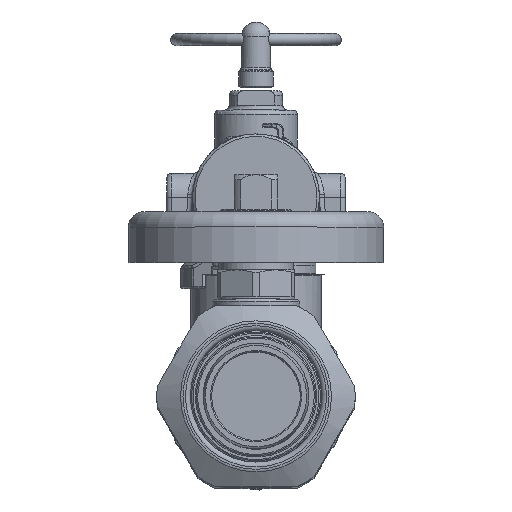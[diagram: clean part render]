
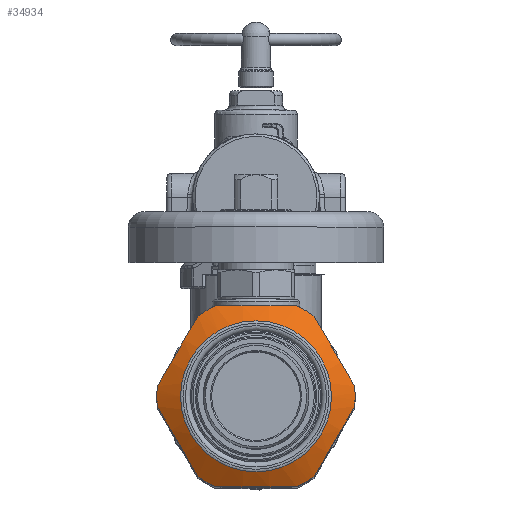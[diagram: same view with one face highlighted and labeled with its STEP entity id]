
A CAD part, top view. The second image highlights one B-rep face of the part: STEP entity #34934.
In plain terms, the highlighted conical face has half-angle 60 degrees and reference radius 17.78 mm.
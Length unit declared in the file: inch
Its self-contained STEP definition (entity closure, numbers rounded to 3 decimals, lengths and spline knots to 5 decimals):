
#82=(
BOUNDED_CURVE()
B_SPLINE_CURVE(2,(#133476,#133477,#133478),.UNSPECIFIED.,.F.,.F.)
B_SPLINE_CURVE_WITH_KNOTS((3,3),(0.,1.67512),.UNSPECIFIED.)
CURVE()
GEOMETRIC_REPRESENTATION_ITEM()
RATIONAL_B_SPLINE_CURVE((1.,1.096,1.))
REPRESENTATION_ITEM('')
);
#83=(
BOUNDED_CURVE()
B_SPLINE_CURVE(2,(#133482,#133483,#133484),.UNSPECIFIED.,.F.,.F.)
B_SPLINE_CURVE_WITH_KNOTS((3,3),(0.,1.67512),.UNSPECIFIED.)
CURVE()
GEOMETRIC_REPRESENTATION_ITEM()
RATIONAL_B_SPLINE_CURVE((1.,1.096,1.))
REPRESENTATION_ITEM('')
);
#84=(
BOUNDED_CURVE()
B_SPLINE_CURVE(2,(#133488,#133489,#133490),.UNSPECIFIED.,.F.,.F.)
B_SPLINE_CURVE_WITH_KNOTS((3,3),(0.,1.67512),.UNSPECIFIED.)
CURVE()
GEOMETRIC_REPRESENTATION_ITEM()
RATIONAL_B_SPLINE_CURVE((1.,1.096,1.))
REPRESENTATION_ITEM('')
);
#85=(
BOUNDED_CURVE()
B_SPLINE_CURVE(2,(#133494,#133495,#133496),.UNSPECIFIED.,.F.,.F.)
B_SPLINE_CURVE_WITH_KNOTS((3,3),(0.,1.67512),.UNSPECIFIED.)
CURVE()
GEOMETRIC_REPRESENTATION_ITEM()
RATIONAL_B_SPLINE_CURVE((1.,1.096,1.))
REPRESENTATION_ITEM('')
);
#86=(
BOUNDED_CURVE()
B_SPLINE_CURVE(2,(#133500,#133501,#133502),.UNSPECIFIED.,.F.,.F.)
B_SPLINE_CURVE_WITH_KNOTS((3,3),(0.,1.67512),.UNSPECIFIED.)
CURVE()
GEOMETRIC_REPRESENTATION_ITEM()
RATIONAL_B_SPLINE_CURVE((1.,1.096,1.))
REPRESENTATION_ITEM('')
);
#87=(
BOUNDED_CURVE()
B_SPLINE_CURVE(2,(#133506,#133507,#133508),.UNSPECIFIED.,.F.,.F.)
B_SPLINE_CURVE_WITH_KNOTS((3,3),(0.,1.67512),.UNSPECIFIED.)
CURVE()
GEOMETRIC_REPRESENTATION_ITEM()
RATIONAL_B_SPLINE_CURVE((1.,1.096,1.))
REPRESENTATION_ITEM('')
);
#2828=CONICAL_SURFACE('',#38431,0.7,1.047);
#4828=FACE_OUTER_BOUND('',#7197,.T.);
#7197=EDGE_LOOP('',(#30056,#30057,#30058,#30059,#30060,#30061,#30062,#30063,
#30064,#30065,#30066,#30067,#30068,#30069,#30070,#30071));
#10815=CIRCLE('',#38428,0.60928);
#10817=CIRCLE('',#38432,0.8);
#10818=CIRCLE('',#38433,0.8);
#10819=CIRCLE('',#38434,0.8);
#10820=CIRCLE('',#38435,0.8);
#10821=CIRCLE('',#38436,0.8);
#10822=CIRCLE('',#38437,0.8);
#10823=CIRCLE('',#38438,0.8);
#12222=LINE('',#133472,#13391);
#13391=VECTOR('',#45816,0.7);
#16048=VERTEX_POINT('',#133464);
#16050=VERTEX_POINT('',#133471);
#16051=VERTEX_POINT('',#133473);
#16052=VERTEX_POINT('',#133475);
#16053=VERTEX_POINT('',#133479);
#16054=VERTEX_POINT('',#133481);
#16055=VERTEX_POINT('',#133485);
#16056=VERTEX_POINT('',#133487);
#16057=VERTEX_POINT('',#133491);
#16058=VERTEX_POINT('',#133493);
#16059=VERTEX_POINT('',#133497);
#16060=VERTEX_POINT('',#133499);
#16061=VERTEX_POINT('',#133503);
#16062=VERTEX_POINT('',#133505);
#20785=EDGE_CURVE('',#16048,#16048,#10815,.T.);
#20787=EDGE_CURVE('',#16048,#16050,#12222,.T.);
#20788=EDGE_CURVE('',#16051,#16050,#10817,.T.);
#20789=EDGE_CURVE('',#16052,#16051,#82,.T.);
#20790=EDGE_CURVE('',#16053,#16052,#10818,.T.);
#20791=EDGE_CURVE('',#16054,#16053,#83,.T.);
#20792=EDGE_CURVE('',#16055,#16054,#10819,.T.);
#20793=EDGE_CURVE('',#16056,#16055,#84,.T.);
#20794=EDGE_CURVE('',#16057,#16056,#10820,.T.);
#20795=EDGE_CURVE('',#16058,#16057,#85,.T.);
#20796=EDGE_CURVE('',#16059,#16058,#10821,.T.);
#20797=EDGE_CURVE('',#16060,#16059,#86,.T.);
#20798=EDGE_CURVE('',#16061,#16060,#10822,.T.);
#20799=EDGE_CURVE('',#16062,#16061,#87,.T.);
#20800=EDGE_CURVE('',#16050,#16062,#10823,.T.);
#30056=ORIENTED_EDGE('',*,*,#20785,.F.);
#30057=ORIENTED_EDGE('',*,*,#20787,.T.);
#30058=ORIENTED_EDGE('',*,*,#20788,.F.);
#30059=ORIENTED_EDGE('',*,*,#20789,.F.);
#30060=ORIENTED_EDGE('',*,*,#20790,.F.);
#30061=ORIENTED_EDGE('',*,*,#20791,.F.);
#30062=ORIENTED_EDGE('',*,*,#20792,.F.);
#30063=ORIENTED_EDGE('',*,*,#20793,.F.);
#30064=ORIENTED_EDGE('',*,*,#20794,.F.);
#30065=ORIENTED_EDGE('',*,*,#20795,.F.);
#30066=ORIENTED_EDGE('',*,*,#20796,.F.);
#30067=ORIENTED_EDGE('',*,*,#20797,.F.);
#30068=ORIENTED_EDGE('',*,*,#20798,.F.);
#30069=ORIENTED_EDGE('',*,*,#20799,.F.);
#30070=ORIENTED_EDGE('',*,*,#20800,.F.);
#30071=ORIENTED_EDGE('',*,*,#20787,.F.);
#34934=ADVANCED_FACE('',(#4828),#2828,.T.);
#38428=AXIS2_PLACEMENT_3D('',#133466,#45808,#45809);
#38431=AXIS2_PLACEMENT_3D('',#133470,#45814,#45815);
#38432=AXIS2_PLACEMENT_3D('',#133474,#45817,#45818);
#38433=AXIS2_PLACEMENT_3D('',#133480,#45819,#45820);
#38434=AXIS2_PLACEMENT_3D('',#133486,#45821,#45822);
#38435=AXIS2_PLACEMENT_3D('',#133492,#45823,#45824);
#38436=AXIS2_PLACEMENT_3D('',#133498,#45825,#45826);
#38437=AXIS2_PLACEMENT_3D('',#133504,#45827,#45828);
#38438=AXIS2_PLACEMENT_3D('',#133509,#45829,#45830);
#45808=DIRECTION('center_axis',(0.,0.,
1.));
#45809=DIRECTION('ref_axis',(-1.,0.,0.));
#45814=DIRECTION('center_axis',(0.,0.,-1.));
#45815=DIRECTION('ref_axis',(1.,0.,0.));
#45816=DIRECTION('',(-0.866,0.,-0.5));
#45817=DIRECTION('center_axis',(0.,0.,-1.));
#45818=DIRECTION('ref_axis',(-1.,0.,0.));
#45819=DIRECTION('center_axis',(0.,0.,-1.));
#45820=DIRECTION('ref_axis',(-1.,0.,0.));
#45821=DIRECTION('center_axis',(0.,0.,-1.));
#45822=DIRECTION('ref_axis',(-1.,0.,0.));
#45823=DIRECTION('center_axis',(0.,0.,-1.));
#45824=DIRECTION('ref_axis',(-1.,0.,0.));
#45825=DIRECTION('center_axis',(0.,0.,-1.));
#45826=DIRECTION('ref_axis',(-1.,0.,0.));
#45827=DIRECTION('center_axis',(0.,0.,-1.));
#45828=DIRECTION('ref_axis',(-1.,0.,0.));
#45829=DIRECTION('center_axis',(0.,0.,-1.));
#45830=DIRECTION('ref_axis',(-1.,0.,0.));
#133464=CARTESIAN_POINT('',(-0.60928,0.,0.62464));
#133466=CARTESIAN_POINT('Origin',(0.,0.,
0.62464));
#133470=CARTESIAN_POINT('Origin',(0.,0.,0.57226));
#133471=CARTESIAN_POINT('',(-0.8,0.,0.51453));
#133472=CARTESIAN_POINT('',(-0.7,0.,0.57226));
#133473=CARTESIAN_POINT('',(-0.79583,-0.08158,0.51453));
#133474=CARTESIAN_POINT('Origin',(0.,0.,0.51453));
#133475=CARTESIAN_POINT('',(-0.46857,-0.64842,0.51453));
#133476=CARTESIAN_POINT('Ctrl Pts',(-0.46857,-0.64842,
0.51453));
#133477=CARTESIAN_POINT('Ctrl Pts',(-0.6322,-0.365,0.59182));
#133478=CARTESIAN_POINT('Ctrl Pts',(-0.79583,-0.08158,
0.51453));
#133479=CARTESIAN_POINT('',(-0.32726,-0.73,0.51453));
#133480=CARTESIAN_POINT('Origin',(0.,0.,0.51453));
#133481=CARTESIAN_POINT('',(0.32726,-0.73,0.51453));
#133482=CARTESIAN_POINT('Ctrl Pts',(0.32726,-0.73,0.51453));
#133483=CARTESIAN_POINT('Ctrl Pts',(0.,-0.73,0.59182));
#133484=CARTESIAN_POINT('Ctrl Pts',(-0.32726,-0.73,0.51453));
#133485=CARTESIAN_POINT('',(0.46857,-0.64842,0.51453));
#133486=CARTESIAN_POINT('Origin',(0.,0.,0.51453));
#133487=CARTESIAN_POINT('',(0.79583,-0.08158,0.51453));
#133488=CARTESIAN_POINT('Ctrl Pts',(0.79583,-0.08158,
0.51453));
#133489=CARTESIAN_POINT('Ctrl Pts',(0.6322,-0.365,
0.59182));
#133490=CARTESIAN_POINT('Ctrl Pts',(0.46857,-0.64842,
0.51453));
#133491=CARTESIAN_POINT('',(0.79583,0.08158,0.51453));
#133492=CARTESIAN_POINT('Origin',(0.,0.,0.51453));
#133493=CARTESIAN_POINT('',(0.46857,0.64842,0.51453));
#133494=CARTESIAN_POINT('Ctrl Pts',(0.46857,0.64842,
0.51453));
#133495=CARTESIAN_POINT('Ctrl Pts',(0.6322,0.365,0.59182));
#133496=CARTESIAN_POINT('Ctrl Pts',(0.79583,0.08158,
0.51453));
#133497=CARTESIAN_POINT('',(0.32726,0.73,0.51453));
#133498=CARTESIAN_POINT('Origin',(0.,0.,0.51453));
#133499=CARTESIAN_POINT('',(-0.32726,0.73,0.51453));
#133500=CARTESIAN_POINT('Ctrl Pts',(-0.32726,0.73,
0.51453));
#133501=CARTESIAN_POINT('Ctrl Pts',(0.,0.73,0.59182));
#133502=CARTESIAN_POINT('Ctrl Pts',(0.32726,0.73,0.51453));
#133503=CARTESIAN_POINT('',(-0.46857,0.64842,0.51453));
#133504=CARTESIAN_POINT('Origin',(0.,0.,0.51453));
#133505=CARTESIAN_POINT('',(-0.79583,0.08158,0.51453));
#133506=CARTESIAN_POINT('Ctrl Pts',(-0.79583,0.08158,
0.51453));
#133507=CARTESIAN_POINT('Ctrl Pts',(-0.6322,0.365,
0.59182));
#133508=CARTESIAN_POINT('Ctrl Pts',(-0.46857,0.64842,
0.51453));
#133509=CARTESIAN_POINT('Origin',(0.,0.,0.51453));
